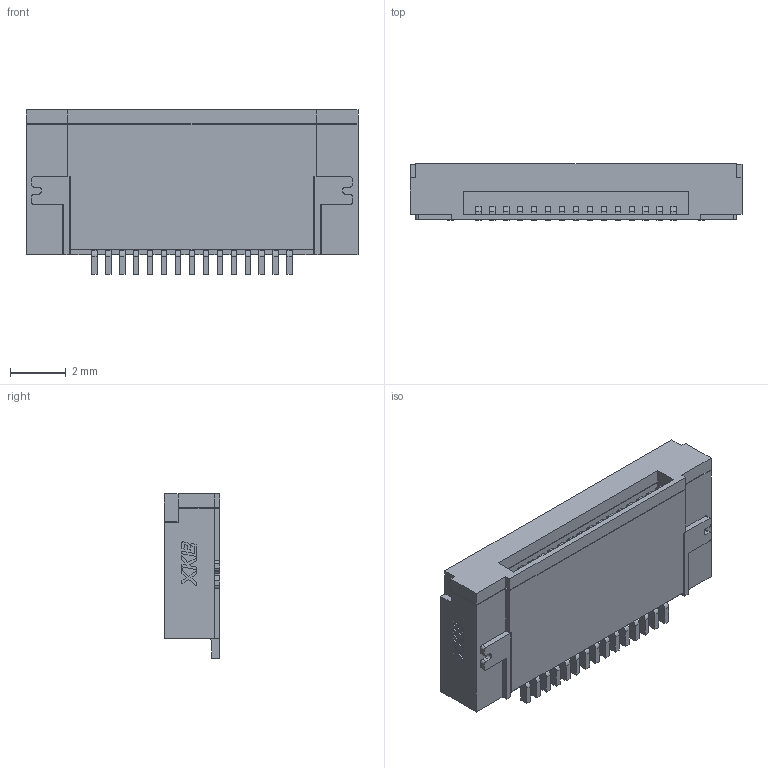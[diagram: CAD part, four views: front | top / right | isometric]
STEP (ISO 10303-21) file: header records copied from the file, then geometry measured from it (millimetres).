
FILE_DESCRIPTION(('STEP AP214'),'1');
FILE_NAME('x05a20l15t.stp','2021-09-06T11:46:15',('TraceParts'),('TraceParts S.A.'),'Spatial InterOp 3D',' ',' ');
FILE_SCHEMA(('AUTOMOTIVE_DESIGN { 1 0 10303 214 1 1 1 1 }'));
Length unit declared in the file: millimetre
Products named in the file (1): x05a20l15t
Bounding box: 11.9 x 2 x 5.9 mm (x, y, z)
Volume: 103 mm3; surface area: 365.8 mm2
Topology: 1 solids, 1 shells, 417 faces, 1295 edges, 842 vertices
Faces by surface type: plane 354, cylinder 63
Entity records: 14278 total; most frequent: ORIENTED_EDGE 2590, CARTESIAN_POINT 2555, DIRECTION 2257, EDGE_CURVE 1295, LINE 1169, VECTOR 1169, VERTEX_POINT 842, AXIS2_PLACEMENT_3D 544
